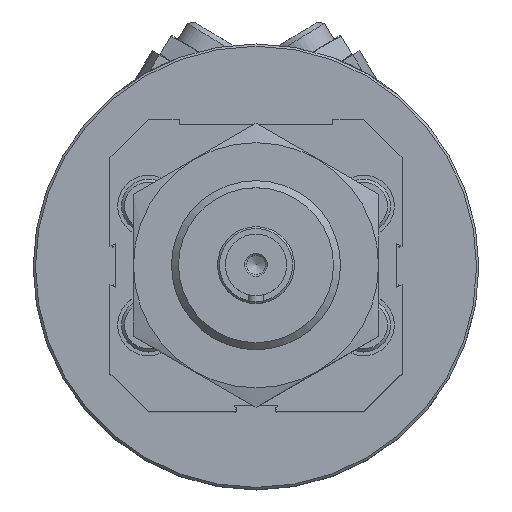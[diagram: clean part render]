
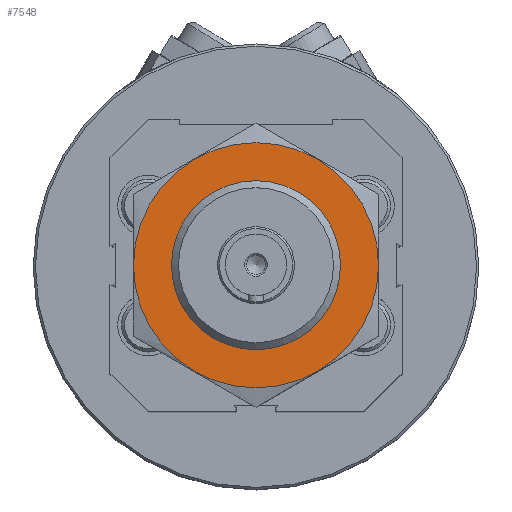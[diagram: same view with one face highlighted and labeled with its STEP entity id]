
A CAD part, top view. The second image highlights one B-rep face of the part: STEP entity #7548.
In plain terms, the highlighted face is planar.
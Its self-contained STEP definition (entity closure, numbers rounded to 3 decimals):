
#1460=PLANE('',#8542);
#1986=CIRCLE('',#8543,15.95);
#1987=CIRCLE('',#8544,11.);
#3924=ORIENTED_EDGE('',*,*,#4938,.F.);
#3925=ORIENTED_EDGE('',*,*,#4939,.T.);
#4938=EDGE_CURVE('',#5647,#5647,#1986,.T.);
#4939=EDGE_CURVE('',#5648,#5648,#1987,.T.);
#5647=VERTEX_POINT('',#13234);
#5648=VERTEX_POINT('',#13236);
#6354=EDGE_LOOP('',(#3924));
#6355=EDGE_LOOP('',(#3925));
#7007=FACE_BOUND('',#6354,.T.);
#7008=FACE_BOUND('',#6355,.T.);
#7548=ADVANCED_FACE('',(#7007,#7008),#1460,.F.);
#8542=AXIS2_PLACEMENT_3D('',#13232,#10791,#10792);
#8543=AXIS2_PLACEMENT_3D('',#13233,#10793,#10794);
#8544=AXIS2_PLACEMENT_3D('',#13235,#10795,#10796);
#10791=DIRECTION('',(0.,-1.,0.));
#10792=DIRECTION('',(0.,0.,-1.));
#10793=DIRECTION('',(0.,-1.,0.));
#10794=DIRECTION('',(0.,0.,-1.));
#10795=DIRECTION('',(0.,-1.,0.));
#10796=DIRECTION('',(0.,0.,-1.));
#13232=CARTESIAN_POINT('',(0.,0.,0.));
#13233=CARTESIAN_POINT('',(0.,0.,0.));
#13234=CARTESIAN_POINT('',(0.,0.,-15.95));
#13235=CARTESIAN_POINT('',(0.,0.,0.));
#13236=CARTESIAN_POINT('',(0.,0.,-11.));
